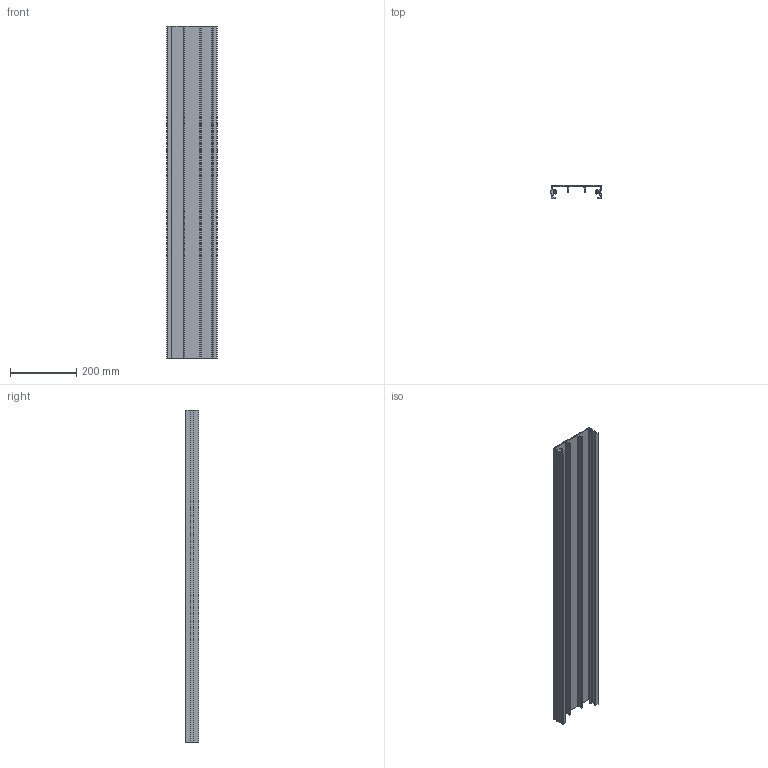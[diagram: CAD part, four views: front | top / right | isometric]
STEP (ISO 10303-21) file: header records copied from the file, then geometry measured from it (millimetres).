
FILE_DESCRIPTION (( 'STEP AP203' ), '1' );
FILE_NAME ('SPS.SP40.150.STEP', '2014-05-20T06:09:14', ( 'USER' ), ( 'Microsoft' ), 'SwSTEP 2.0', 'SolidWorks 2012', '' );
FILE_SCHEMA (( 'CONFIG_CONTROL_DESIGN' ));
Length unit declared in the file: millimetre
Products named in the file (1): SPS.SP40.150
Bounding box: 152 x 40 x 1000 mm (x, y, z)
Volume: 1083196.9 mm3; surface area: 632391.7 mm2
Topology: 1 solids, 1 shells, 103 faces, 303 edges, 202 vertices
Faces by surface type: plane 76, cylinder 27
Entity records: 3488 total; most frequent: CARTESIAN_POINT 609, ORIENTED_EDGE 606, DIRECTION 565, EDGE_CURVE 303, LINE 249, VECTOR 249, VERTEX_POINT 202, AXIS2_PLACEMENT_3D 158
